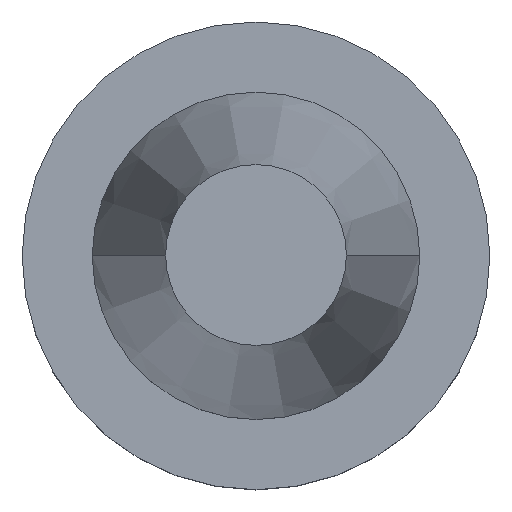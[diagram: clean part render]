
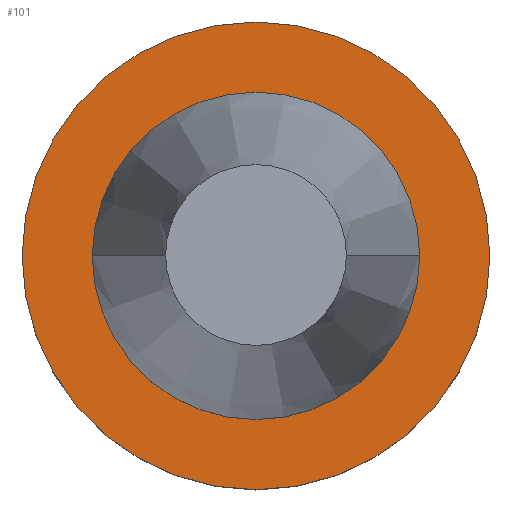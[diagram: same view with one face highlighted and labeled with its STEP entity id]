
A CAD part, top view. The second image highlights one B-rep face of the part: STEP entity #101.
In plain terms, the highlighted planar face has unit normal (0, 0, 1).
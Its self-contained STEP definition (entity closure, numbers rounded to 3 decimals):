
#25 = EDGE_CURVE ( 'NONE', #109, #351, #323, .T. ) ;
#43 = CIRCLE ( 'NONE', #206, 31.75 ) ;
#57 = AXIS2_PLACEMENT_3D ( 'NONE', #551, #555, #812 ) ;
#59 = EDGE_LOOP ( 'NONE', ( #566, #215 ) ) ;
#75 = EDGE_CURVE ( 'NONE', #807, #264, #43, .T. ) ;
#101 = ADVANCED_FACE ( 'NONE', ( #806, #478 ), #132, .F. ) ;
#109 = VERTEX_POINT ( 'NONE', #417 ) ;
#132 = PLANE ( 'NONE',  #804 ) ;
#206 = AXIS2_PLACEMENT_3D ( 'NONE', #719, #391, #263 ) ;
#215 = ORIENTED_EDGE ( 'NONE', *, *, #75, .T. ) ;
#216 = CIRCLE ( 'NONE', #484, 31.75 ) ;
#231 = EDGE_CURVE ( 'NONE', #351, #109, #432, .T. ) ;
#240 = ORIENTED_EDGE ( 'NONE', *, *, #25, .F. ) ;
#263 = DIRECTION ( 'NONE',  ( 1., 0., 0. ) ) ;
#264 = VERTEX_POINT ( 'NONE', #834 ) ;
#323 = CIRCLE ( 'NONE', #646, 22.225 ) ;
#328 = DIRECTION ( 'NONE',  ( 0., 0., 1. ) ) ;
#345 = ORIENTED_EDGE ( 'NONE', *, *, #231, .F. ) ;
#351 = VERTEX_POINT ( 'NONE', #577 ) ;
#360 = EDGE_CURVE ( 'NONE', #264, #807, #216, .T. ) ;
#380 = CARTESIAN_POINT ( 'NONE',  ( 0., 0., -1. ) ) ;
#391 = DIRECTION ( 'NONE',  ( 0., 0., 1. ) ) ;
#396 = CARTESIAN_POINT ( 'NONE',  ( 0., 31.75, -1. ) ) ;
#412 = DIRECTION ( 'NONE',  ( 0., 0., -1. ) ) ;
#417 = CARTESIAN_POINT ( 'NONE',  ( 22.225, 0., -1. ) ) ;
#432 = CIRCLE ( 'NONE', #57, 22.225 ) ;
#451 = DIRECTION ( 'NONE',  ( 1., 0., 0. ) ) ;
#478 = FACE_OUTER_BOUND ( 'NONE', #59, .T. ) ;
#484 = AXIS2_PLACEMENT_3D ( 'NONE', #380, #581, #451 ) ;
#551 = CARTESIAN_POINT ( 'NONE',  ( 0., 0., -1. ) ) ;
#555 = DIRECTION ( 'NONE',  ( 0., 0., 1. ) ) ;
#566 = ORIENTED_EDGE ( 'NONE', *, *, #360, .T. ) ;
#577 = CARTESIAN_POINT ( 'NONE',  ( -22.225, 0., -1. ) ) ;
#581 = DIRECTION ( 'NONE',  ( 0., 0., 1. ) ) ;
#622 = EDGE_LOOP ( 'NONE', ( #240, #345 ) ) ;
#634 = CARTESIAN_POINT ( 'NONE',  ( -31.75, 0., -1. ) ) ;
#646 = AXIS2_PLACEMENT_3D ( 'NONE', #728, #328, #737 ) ;
#675 = DIRECTION ( 'NONE',  ( -1., 0., 0. ) ) ;
#719 = CARTESIAN_POINT ( 'NONE',  ( 0., 0., -1. ) ) ;
#728 = CARTESIAN_POINT ( 'NONE',  ( 0., 0., -1. ) ) ;
#737 = DIRECTION ( 'NONE',  ( 1., 0., 0. ) ) ;
#804 = AXIS2_PLACEMENT_3D ( 'NONE', #396, #412, #675 ) ;
#806 = FACE_BOUND ( 'NONE', #622, .T. ) ;
#807 = VERTEX_POINT ( 'NONE', #634 ) ;
#812 = DIRECTION ( 'NONE',  ( 1., 0., 0. ) ) ;
#834 = CARTESIAN_POINT ( 'NONE',  ( 31.75, 0., -1. ) ) ;
